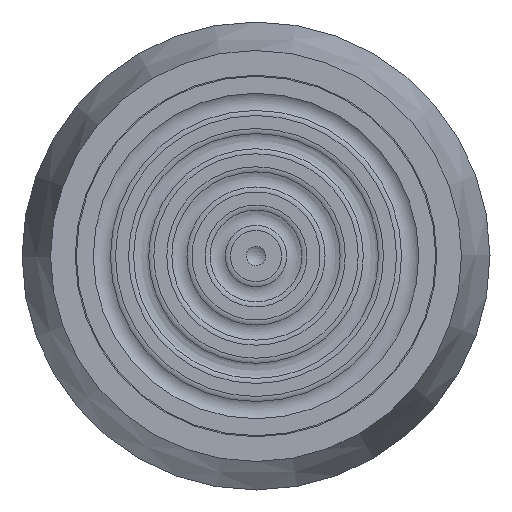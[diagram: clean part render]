
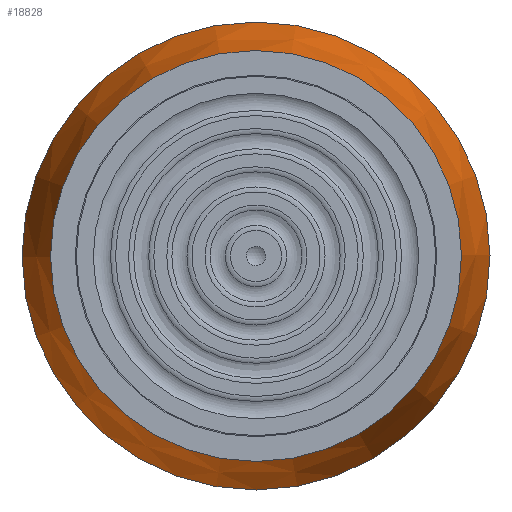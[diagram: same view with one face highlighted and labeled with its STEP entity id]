
A CAD part, left-side view. The second image highlights one B-rep face of the part: STEP entity #18828.
In plain terms, the highlighted conical face has half-angle 15 degrees and reference radius 20.66 mm.
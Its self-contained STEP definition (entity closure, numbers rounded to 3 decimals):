
#1108=CONICAL_SURFACE('',#19885,20.66,0.262);
#2139=FACE_OUTER_BOUND('',#3251,.T.);
#3251=EDGE_LOOP('',(#17576,#17577,#17578,#17579));
#3686=CIRCLE('',#19859,19.321);
#3695=CIRCLE('',#19886,22.);
#6057=LINE('',#63522,#7101);
#7101=VECTOR('',#22870,20.66);
#8984=VERTEX_POINT('',#59464);
#9015=VERTEX_POINT('',#63520);
#11821=EDGE_CURVE('',#8984,#8984,#3686,.T.);
#11872=EDGE_CURVE('',#9015,#9015,#3695,.T.);
#11873=EDGE_CURVE('',#9015,#8984,#6057,.T.);
#17576=ORIENTED_EDGE('',*,*,#11872,.F.);
#17577=ORIENTED_EDGE('',*,*,#11873,.T.);
#17578=ORIENTED_EDGE('',*,*,#11821,.T.);
#17579=ORIENTED_EDGE('',*,*,#11873,.F.);
#18828=ADVANCED_FACE('',(#2139),#1108,.T.);
#19859=AXIS2_PLACEMENT_3D('',#59465,#22793,#22794);
#19885=AXIS2_PLACEMENT_3D('',#63519,#22866,#22867);
#19886=AXIS2_PLACEMENT_3D('',#63521,#22868,#22869);
#22793=DIRECTION('center_axis',(1.,0.,0.));
#22794=DIRECTION('ref_axis',(0.,0.,-1.));
#22866=DIRECTION('center_axis',(1.,0.,0.));
#22867=DIRECTION('ref_axis',(0.,1.,0.));
#22868=DIRECTION('center_axis',(1.,0.,0.));
#22869=DIRECTION('ref_axis',(0.,0.,-1.));
#22870=DIRECTION('',(-0.966,0.259,0.));
#59464=CARTESIAN_POINT('',(-38.,-19.321,0.));
#59465=CARTESIAN_POINT('Origin',(-38.,0.,0.));
#63519=CARTESIAN_POINT('Origin',(-33.,0.,0.));
#63520=CARTESIAN_POINT('',(-28.,-22.,0.));
#63521=CARTESIAN_POINT('Origin',(-28.,0.,0.));
#63522=CARTESIAN_POINT('',(-33.,-20.66,0.));
